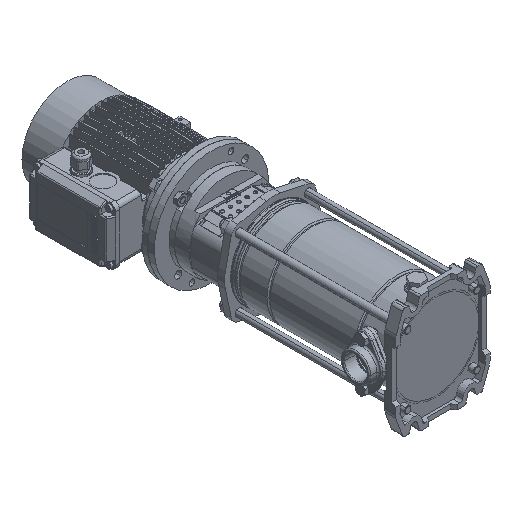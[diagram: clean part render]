
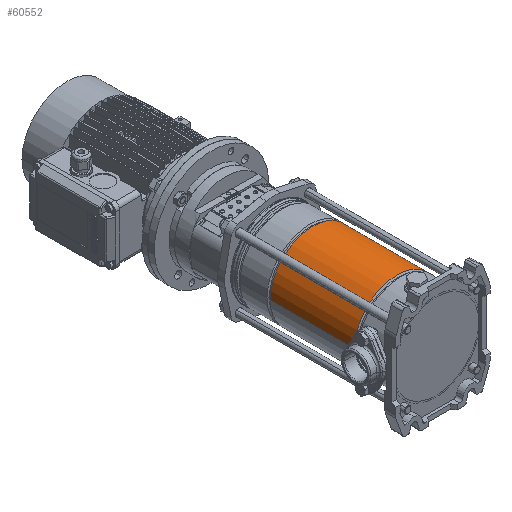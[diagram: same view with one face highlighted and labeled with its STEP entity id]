
A CAD part, isometric view. The second image highlights one B-rep face of the part: STEP entity #60552.
In plain terms, the highlighted cylindrical face has radius 74.4 mm (diameter 148.8 mm), a partial arc.
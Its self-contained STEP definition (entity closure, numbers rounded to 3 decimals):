
#524 = CARTESIAN_POINT ( 'NONE',  ( -74.4, 0., 214.664 ) ) ;
#2201 = CARTESIAN_POINT ( 'NONE',  ( 74.4, 0., 214.664 ) ) ;
#2768 = EDGE_CURVE ( 'NONE', #10483, #47043, #22109, .T. ) ;
#6399 = VERTEX_POINT ( 'NONE', #40166 ) ;
#6681 = AXIS2_PLACEMENT_3D ( 'NONE', #21959, #58667, #53486 ) ;
#7110 = CARTESIAN_POINT ( 'NONE',  ( 0., 0., 67.336 ) ) ;
#7462 = ORIENTED_EDGE ( 'NONE', *, *, #41741, .F. ) ;
#8002 = DIRECTION ( 'NONE',  ( -1., 0., 0. ) ) ;
#8504 = LINE ( 'NONE', #66268, #44651 ) ;
#10483 = VERTEX_POINT ( 'NONE', #2201 ) ;
#11500 = ORIENTED_EDGE ( 'NONE', *, *, #2768, .T. ) ;
#12259 = CYLINDRICAL_SURFACE ( 'NONE', #6681, 74.4 ) ;
#14025 = CARTESIAN_POINT ( 'NONE',  ( -74.4, 0., 0. ) ) ;
#18034 = CARTESIAN_POINT ( 'NONE',  ( 0., 0., 214.664 ) ) ;
#21959 = CARTESIAN_POINT ( 'NONE',  ( 0., 0., 0. ) ) ;
#22109 = CIRCLE ( 'NONE', #26500, 74.4 ) ;
#22905 = EDGE_LOOP ( 'NONE', ( #7462, #11500, #47873, #23220 ) ) ;
#23220 = ORIENTED_EDGE ( 'NONE', *, *, #35090, .F. ) ;
#23640 = VERTEX_POINT ( 'NONE', #44854 ) ;
#26500 = AXIS2_PLACEMENT_3D ( 'NONE', #18034, #59247, #8002 ) ;
#29929 = DIRECTION ( 'NONE',  ( 0., 0., -1. ) ) ;
#35090 = EDGE_CURVE ( 'NONE', #23640, #6399, #67505, .T. ) ;
#35799 = LINE ( 'NONE', #14025, #65658 ) ;
#39683 = DIRECTION ( 'NONE',  ( -1., 0., 0. ) ) ;
#40166 = CARTESIAN_POINT ( 'NONE',  ( -74.4, 0., 67.336 ) ) ;
#41741 = EDGE_CURVE ( 'NONE', #10483, #23640, #8504, .T. ) ;
#41948 = EDGE_CURVE ( 'NONE', #47043, #6399, #35799, .T. ) ;
#44651 = VECTOR ( 'NONE', #60413, 1000. ) ;
#44854 = CARTESIAN_POINT ( 'NONE',  ( 74.4, 0., 67.336 ) ) ;
#45435 = AXIS2_PLACEMENT_3D ( 'NONE', #7110, #50077, #39683 ) ;
#47043 = VERTEX_POINT ( 'NONE', #524 ) ;
#47873 = ORIENTED_EDGE ( 'NONE', *, *, #41948, .T. ) ;
#50077 = DIRECTION ( 'NONE',  ( 0., 0., -1. ) ) ;
#53486 = DIRECTION ( 'NONE',  ( -1., 0., 0. ) ) ;
#56606 = FACE_OUTER_BOUND ( 'NONE', #22905, .T. ) ;
#58667 = DIRECTION ( 'NONE',  ( 0., 0., -1. ) ) ;
#59247 = DIRECTION ( 'NONE',  ( 0., 0., -1. ) ) ;
#60413 = DIRECTION ( 'NONE',  ( 0., 0., -1. ) ) ;
#60552 = ADVANCED_FACE ( 'NONE', ( #56606 ), #12259, .T. ) ;
#65658 = VECTOR ( 'NONE', #29929, 1000. ) ;
#66268 = CARTESIAN_POINT ( 'NONE',  ( 74.4, 0., 0. ) ) ;
#67505 = CIRCLE ( 'NONE', #45435, 74.4 ) ;
